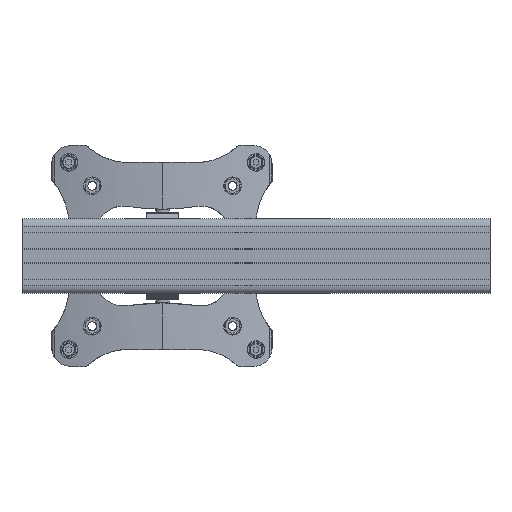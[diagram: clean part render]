
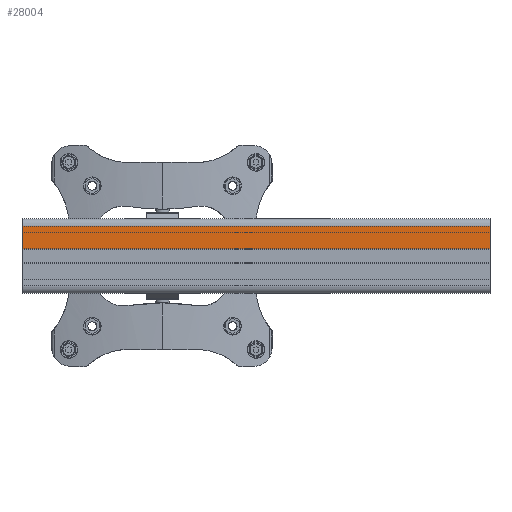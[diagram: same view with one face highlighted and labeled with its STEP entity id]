
A CAD part, left-side view. The second image highlights one B-rep face of the part: STEP entity #28004.
In plain terms, the highlighted planar face has unit normal (-1, 0, 0).
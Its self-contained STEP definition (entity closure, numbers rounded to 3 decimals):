
#2460=ORIENTED_EDGE('',*,*,#11000,.T.);
#2461=ORIENTED_EDGE('',*,*,#11001,.F.);
#2462=ORIENTED_EDGE('',*,*,#11002,.F.);
#2463=ORIENTED_EDGE('',*,*,#10997,.T.);
#10997=EDGE_CURVE('',#15268,#15267,#18151,.T.);
#11000=EDGE_CURVE('',#15267,#15270,#18154,.T.);
#11001=EDGE_CURVE('',#15271,#15270,#18155,.T.);
#11002=EDGE_CURVE('',#15268,#15271,#18156,.T.);
#15267=VERTEX_POINT('',#48941);
#15268=VERTEX_POINT('',#48943);
#15270=VERTEX_POINT('',#48949);
#15271=VERTEX_POINT('',#48951);
#18151=LINE('',#48942,#20807);
#18154=LINE('',#48948,#20810);
#18155=LINE('',#48950,#20811);
#18156=LINE('',#48952,#20812);
#20807=VECTOR('',#40438,1000.);
#20810=VECTOR('',#40443,1000.);
#20811=VECTOR('',#40444,1000.);
#20812=VECTOR('',#40445,1000.);
#23463=EDGE_LOOP('',(#2460,#2461,#2462,#2463));
#25317=FACE_BOUND('',#23463,.T.);
#27171=PLANE('',#37511);
#28004=ADVANCED_FACE('',(#25317),#27171,.F.);
#37511=AXIS2_PLACEMENT_3D('',#48947,#40441,#40442);
#40438=DIRECTION('',(0.,-1.,0.));
#40441=DIRECTION('',(1.,0.,0.));
#40442=DIRECTION('',(0.,0.,-1.));
#40443=DIRECTION('',(0.,0.,1.));
#40444=DIRECTION('',(0.,-1.,0.));
#40445=DIRECTION('',(0.,0.,1.));
#48941=CARTESIAN_POINT('',(-20.,0.,4.));
#48942=CARTESIAN_POINT('',(-20.,250.,4.));
#48943=CARTESIAN_POINT('',(-20.,250.,4.));
#48947=CARTESIAN_POINT('',(-20.,250.,4.));
#48948=CARTESIAN_POINT('',(-20.,0.,4.));
#48949=CARTESIAN_POINT('',(-20.,0.,16.));
#48950=CARTESIAN_POINT('',(-20.,250.,16.));
#48951=CARTESIAN_POINT('',(-20.,250.,16.));
#48952=CARTESIAN_POINT('',(-20.,250.,4.));
